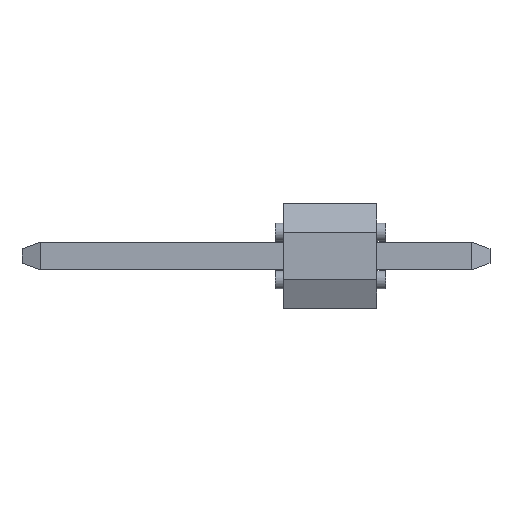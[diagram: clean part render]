
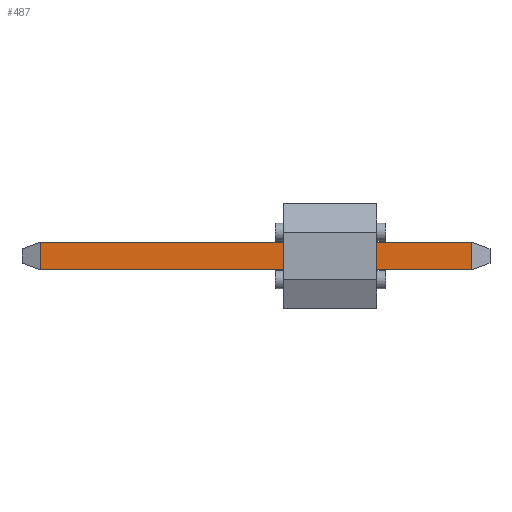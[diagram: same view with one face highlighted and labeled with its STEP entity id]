
A CAD part, left-side view. The second image highlights one B-rep face of the part: STEP entity #487.
In plain terms, the highlighted planar face has unit normal (-1, 0, 0).
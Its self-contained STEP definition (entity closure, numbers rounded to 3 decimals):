
#32 = ORIENTED_EDGE ( 'NONE', *, *, #1273, .F. ) ;
#38 = CARTESIAN_POINT ( 'NONE',  ( -2.86, 7.964, -0.32 ) ) ;
#45 = EDGE_LOOP ( 'NONE', ( #889, #701, #32, #472 ) ) ;
#162 = VECTOR ( 'NONE', #1440, 1000. ) ;
#236 = VECTOR ( 'NONE', #554, 1000. ) ;
#393 = DIRECTION ( 'NONE',  ( 1., 0., 0. ) ) ;
#443 = VERTEX_POINT ( 'NONE', #798 ) ;
#472 = ORIENTED_EDGE ( 'NONE', *, *, #709, .T. ) ;
#487 = ADVANCED_FACE ( 'NONE', ( #2207 ), #1018, .F. ) ;
#554 = DIRECTION ( 'NONE',  ( 0., -1., 0. ) ) ;
#564 = VECTOR ( 'NONE', #1477, 1000. ) ;
#593 = LINE ( 'NONE', #2194, #236 ) ;
#598 = EDGE_CURVE ( 'NONE', #1758, #1044, #660, .T. ) ;
#660 = LINE ( 'NONE', #2433, #162 ) ;
#666 = CARTESIAN_POINT ( 'NONE',  ( -2.86, -1.984, -0.32 ) ) ;
#701 = ORIENTED_EDGE ( 'NONE', *, *, #1104, .F. ) ;
#702 = CARTESIAN_POINT ( 'NONE',  ( -2.86, 8.39, 0.32 ) ) ;
#709 = EDGE_CURVE ( 'NONE', #2062, #1758, #593, .T. ) ;
#798 = CARTESIAN_POINT ( 'NONE',  ( -2.86, 7.964, 0.32 ) ) ;
#889 = ORIENTED_EDGE ( 'NONE', *, *, #598, .T. ) ;
#1018 = PLANE ( 'NONE',  #2339 ) ;
#1044 = VERTEX_POINT ( 'NONE', #2441 ) ;
#1067 = DIRECTION ( 'NONE',  ( 0., 0., 1. ) ) ;
#1104 = EDGE_CURVE ( 'NONE', #443, #1044, #2072, .T. ) ;
#1197 = CARTESIAN_POINT ( 'NONE',  ( -2.86, 7.964, -0.32 ) ) ;
#1273 = EDGE_CURVE ( 'NONE', #2062, #443, #1890, .T. ) ;
#1313 = VECTOR ( 'NONE', #1067, 1000. ) ;
#1367 = DIRECTION ( 'NONE',  ( 0., 0., -1. ) ) ;
#1440 = DIRECTION ( 'NONE',  ( 0., 0., 1. ) ) ;
#1477 = DIRECTION ( 'NONE',  ( 0., -1., 0. ) ) ;
#1758 = VERTEX_POINT ( 'NONE', #666 ) ;
#1821 = CARTESIAN_POINT ( 'NONE',  ( -2.86, 8.39, -0.32 ) ) ;
#1890 = LINE ( 'NONE', #1197, #1313 ) ;
#2062 = VERTEX_POINT ( 'NONE', #38 ) ;
#2072 = LINE ( 'NONE', #702, #564 ) ;
#2194 = CARTESIAN_POINT ( 'NONE',  ( -2.86, 8.39, -0.32 ) ) ;
#2207 = FACE_OUTER_BOUND ( 'NONE', #45, .T. ) ;
#2339 = AXIS2_PLACEMENT_3D ( 'NONE', #1821, #393, #1367 ) ;
#2433 = CARTESIAN_POINT ( 'NONE',  ( -2.86, -1.984, -0.32 ) ) ;
#2441 = CARTESIAN_POINT ( 'NONE',  ( -2.86, -1.984, 0.32 ) ) ;
